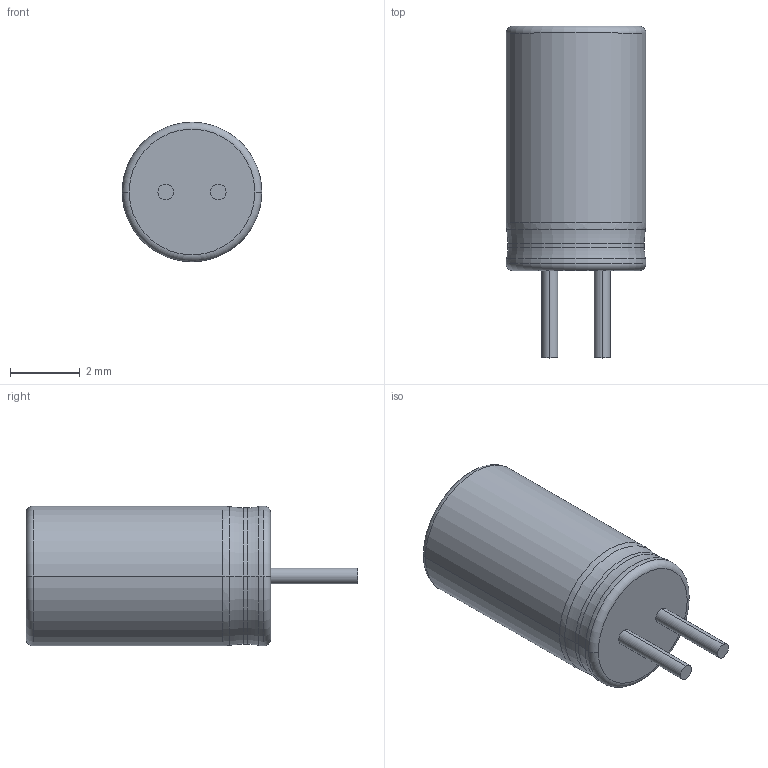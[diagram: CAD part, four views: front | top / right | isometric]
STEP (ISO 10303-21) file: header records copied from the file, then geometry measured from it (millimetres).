
FILE_DESCRIPTION (( 'STEP AP214' ), '1' );
FILE_NAME ('CAP electrolitico 4x7mm.STEP', '2021-04-18T15:47:00', ( '' ), ( '' ), 'SwSTEP 2.0', 'SolidWorks 2020', '' );
FILE_SCHEMA (( 'AUTOMOTIVE_DESIGN' ));
Length unit declared in the file: millimetre
Products named in the file (1): CAP electrolitico 4x7mm
Bounding box: 4 x 9.5 x 4 mm (x, y, z)
Volume: 87.2 mm3; surface area: 118.9 mm2
Topology: 1 solids, 1 shells, 27 faces, 52 edges, 30 vertices
Faces by surface type: torus 12, cylinder 10, plane 5
Entity records: 1027 total; most frequent: DIRECTION 150, CARTESIAN_POINT 110, ORIENTED_EDGE 104, AXIS2_PLACEMENT_3D 70, EDGE_CURVE 52, CIRCLE 42, UNCERTAINTY_MEASURE_WITH_UNIT 30, VERTEX_POINT 30
